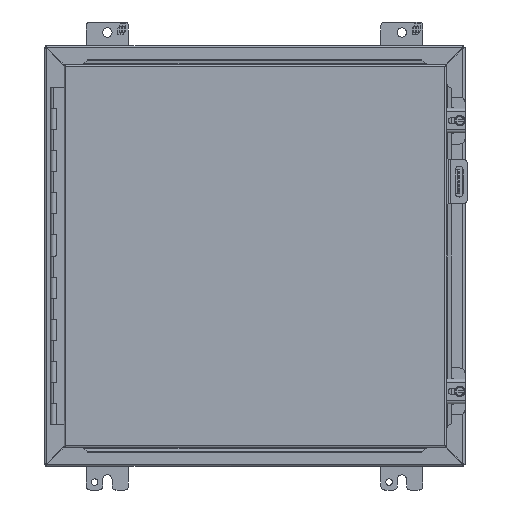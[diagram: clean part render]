
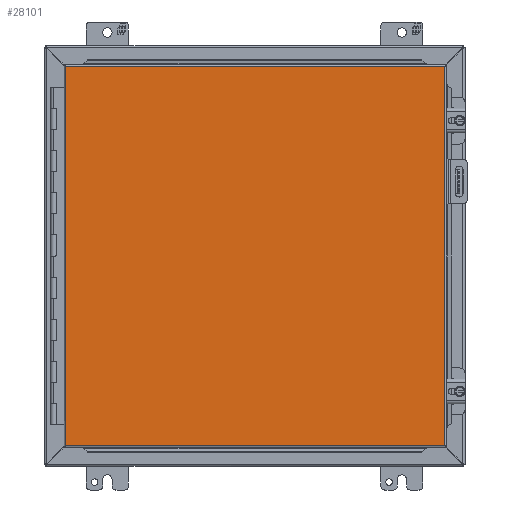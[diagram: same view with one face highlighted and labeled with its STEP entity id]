
A CAD part, front view. The second image highlights one B-rep face of the part: STEP entity #28101.
In plain terms, the highlighted planar face has unit normal (0, -1, 0).
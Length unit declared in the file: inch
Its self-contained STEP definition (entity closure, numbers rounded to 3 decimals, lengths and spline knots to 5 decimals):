
#3526 = DIRECTION ( 'NONE',  ( 0., -1., 0. ) ) ;
#4437 = DIRECTION ( 'NONE',  ( -1., 0., 0. ) ) ;
#5242 = VERTEX_POINT ( 'NONE', #46490 ) ;
#7147 = AXIS2_PLACEMENT_3D ( 'NONE', #40138, #3526, #35793 ) ;
#8229 = EDGE_CURVE ( 'NONE', #5242, #8294, #26652, .T. ) ;
#8294 = VERTEX_POINT ( 'NONE', #17232 ) ;
#8698 = ORIENTED_EDGE ( 'NONE', *, *, #10621, .T. ) ;
#10139 = ORIENTED_EDGE ( 'NONE', *, *, #19009, .T. ) ;
#10264 = CARTESIAN_POINT ( 'NONE',  ( -8.98426, -11.18504, -9.02376 ) ) ;
#10621 = EDGE_CURVE ( 'NONE', #23878, #5242, #41158, .T. ) ;
#10675 = CARTESIAN_POINT ( 'NONE',  ( 9.04626, -11.18504, -9.02376 ) ) ;
#10679 = LINE ( 'NONE', #25410, #28342 ) ;
#11036 = PLANE ( 'NONE',  #7147 ) ;
#12976 = VERTEX_POINT ( 'NONE', #10264 ) ;
#13049 = CARTESIAN_POINT ( 'NONE',  ( 9.075, -11.18504, -9.02376 ) ) ;
#14846 = CARTESIAN_POINT ( 'NONE',  ( -9.013, -11.18504, 9.02376 ) ) ;
#15163 = CARTESIAN_POINT ( 'NONE',  ( 9.04626, -11.18504, 9.0525 ) ) ;
#16907 = EDGE_CURVE ( 'NONE', #8294, #12976, #10679, .T. ) ;
#17232 = CARTESIAN_POINT ( 'NONE',  ( -8.98426, -11.18504, 9.02376 ) ) ;
#18266 = VECTOR ( 'NONE', #18840, 39.37008 ) ;
#18840 = DIRECTION ( 'NONE',  ( 0., 0., 1. ) ) ;
#19009 = EDGE_CURVE ( 'NONE', #12976, #23878, #45918, .T. ) ;
#21814 = ORIENTED_EDGE ( 'NONE', *, *, #16907, .T. ) ;
#23878 = VERTEX_POINT ( 'NONE', #10675 ) ;
#25171 = EDGE_LOOP ( 'NONE', ( #46556, #21814, #10139, #8698 ) ) ;
#25410 = CARTESIAN_POINT ( 'NONE',  ( -8.98426, -11.18504, -9.0525 ) ) ;
#26652 = LINE ( 'NONE', #14846, #33816 ) ;
#28101 = ADVANCED_FACE ( 'NONE', ( #43982 ), #11036, .T. ) ;
#28342 = VECTOR ( 'NONE', #40006, 39.37008 ) ;
#33816 = VECTOR ( 'NONE', #4437, 39.37008 ) ;
#35793 = DIRECTION ( 'NONE',  ( 0., 0., -1. ) ) ;
#40006 = DIRECTION ( 'NONE',  ( 0., 0., -1. ) ) ;
#40138 = CARTESIAN_POINT ( 'NONE',  ( -9.013, -11.18504, -9.0525 ) ) ;
#41158 = LINE ( 'NONE', #15163, #18266 ) ;
#43982 = FACE_OUTER_BOUND ( 'NONE', #25171, .T. ) ;
#44248 = DIRECTION ( 'NONE',  ( 1., 0., 0. ) ) ;
#44683 = VECTOR ( 'NONE', #44248, 39.37008 ) ;
#45918 = LINE ( 'NONE', #13049, #44683 ) ;
#46490 = CARTESIAN_POINT ( 'NONE',  ( 9.04626, -11.18504, 9.02376 ) ) ;
#46556 = ORIENTED_EDGE ( 'NONE', *, *, #8229, .T. ) ;
